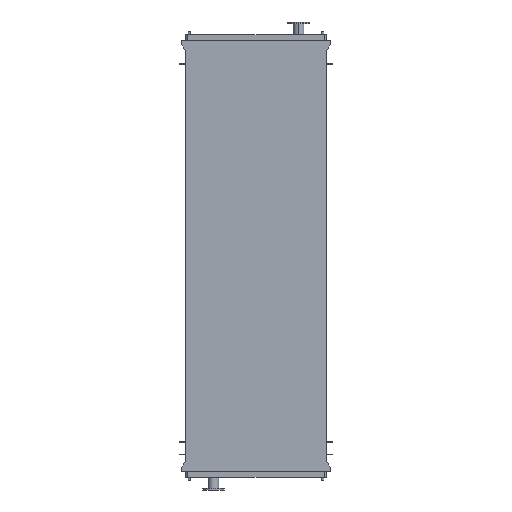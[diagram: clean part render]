
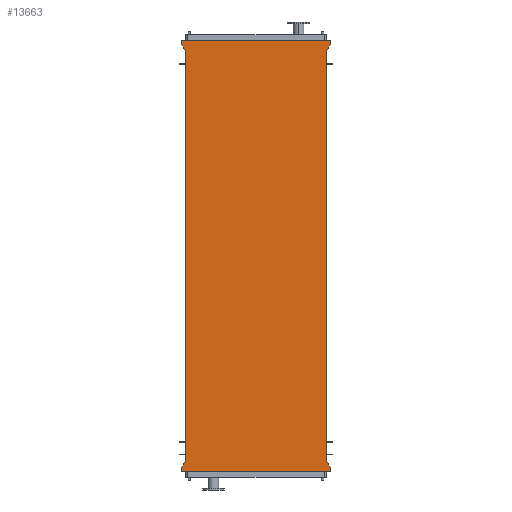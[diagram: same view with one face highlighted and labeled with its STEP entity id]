
A CAD part, front view. The second image highlights one B-rep face of the part: STEP entity #13663.
In plain terms, the highlighted planar face has unit normal (0, -1, 0).
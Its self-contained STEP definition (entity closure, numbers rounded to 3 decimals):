
#114 = DIRECTION ( 'NONE',  ( 0.655, 0., -0.755 ) ) ;
#193 = VECTOR ( 'NONE', #10475, 1000. ) ;
#293 = LINE ( 'NONE', #9849, #10151 ) ;
#313 = VECTOR ( 'NONE', #14193, 1000. ) ;
#416 = LINE ( 'NONE', #4606, #11301 ) ;
#462 = PLANE ( 'NONE',  #9550 ) ;
#800 = EDGE_CURVE ( 'NONE', #8664, #1164, #1189, .T. ) ;
#898 = ORIENTED_EDGE ( 'NONE', *, *, #10337, .F. ) ;
#1093 = VERTEX_POINT ( 'NONE', #10197 ) ;
#1132 = DIRECTION ( 'NONE',  ( 0., 0., -1. ) ) ;
#1164 = VERTEX_POINT ( 'NONE', #15047 ) ;
#1189 = LINE ( 'NONE', #11950, #6753 ) ;
#1351 = EDGE_CURVE ( 'NONE', #9494, #1093, #12029, .T. ) ;
#1382 = DIRECTION ( 'NONE',  ( -0.655, 0., -0.755 ) ) ;
#1875 = DIRECTION ( 'NONE',  ( 1., 0., 0. ) ) ;
#2024 = VECTOR ( 'NONE', #1132, 1000. ) ;
#2565 = EDGE_LOOP ( 'NONE', ( #11767, #11610, #6562, #5417, #3384, #14725, #4093, #12760, #10791, #898, #4918, #4162 ) ) ;
#2580 = VERTEX_POINT ( 'NONE', #15667 ) ;
#2705 = CARTESIAN_POINT ( 'NONE',  ( -725., 0., -4250. ) ) ;
#2724 = LINE ( 'NONE', #9517, #4853 ) ;
#2831 = VERTEX_POINT ( 'NONE', #2705 ) ;
#2871 = FACE_OUTER_BOUND ( 'NONE', #2565, .T. ) ;
#3052 = CARTESIAN_POINT ( 'NONE',  ( -771., 0., -4303. ) ) ;
#3217 = CARTESIAN_POINT ( 'NONE',  ( -771., 0., 95. ) ) ;
#3221 = LINE ( 'NONE', #16343, #12724 ) ;
#3384 = ORIENTED_EDGE ( 'NONE', *, *, #9715, .F. ) ;
#3459 = LINE ( 'NONE', #15773, #313 ) ;
#3655 = VECTOR ( 'NONE', #4442, 1000. ) ;
#3701 = CARTESIAN_POINT ( 'NONE',  ( 725., 0., 0. ) ) ;
#4093 = ORIENTED_EDGE ( 'NONE', *, *, #7649, .F. ) ;
#4162 = ORIENTED_EDGE ( 'NONE', *, *, #800, .F. ) ;
#4196 = CARTESIAN_POINT ( 'NONE',  ( -725., 0., -4250. ) ) ;
#4270 = VECTOR ( 'NONE', #12657, 1000. ) ;
#4375 = EDGE_CURVE ( 'NONE', #1164, #13937, #14435, .T. ) ;
#4436 = EDGE_CURVE ( 'NONE', #2580, #10551, #15284, .T. ) ;
#4442 = DIRECTION ( 'NONE',  ( 0., 0., 1. ) ) ;
#4463 = DIRECTION ( 'NONE',  ( 0., -1., 0. ) ) ;
#4606 = CARTESIAN_POINT ( 'NONE',  ( -771., 0., -4345. ) ) ;
#4853 = VECTOR ( 'NONE', #1382, 1000. ) ;
#4918 = ORIENTED_EDGE ( 'NONE', *, *, #4375, .F. ) ;
#5417 = ORIENTED_EDGE ( 'NONE', *, *, #4436, .F. ) ;
#5584 = EDGE_CURVE ( 'NONE', #10551, #6842, #9186, .T. ) ;
#5668 = DIRECTION ( 'NONE',  ( -1., 0., 0. ) ) ;
#5806 = VERTEX_POINT ( 'NONE', #3052 ) ;
#6562 = ORIENTED_EDGE ( 'NONE', *, *, #5584, .F. ) ;
#6753 = VECTOR ( 'NONE', #114, 1000. ) ;
#6842 = VERTEX_POINT ( 'NONE', #10717 ) ;
#6943 = CARTESIAN_POINT ( 'NONE',  ( -725., 0., 0. ) ) ;
#7077 = CARTESIAN_POINT ( 'NONE',  ( 725., 0., -4250. ) ) ;
#7084 = LINE ( 'NONE', #12446, #3655 ) ;
#7649 = EDGE_CURVE ( 'NONE', #2831, #9494, #3459, .T. ) ;
#8521 = DIRECTION ( 'NONE',  ( 0.655, 0., 0.755 ) ) ;
#8664 = VERTEX_POINT ( 'NONE', #7077 ) ;
#8805 = CARTESIAN_POINT ( 'NONE',  ( -771., 0., 53. ) ) ;
#9171 = VERTEX_POINT ( 'NONE', #3701 ) ;
#9186 = LINE ( 'NONE', #14538, #2024 ) ;
#9494 = VERTEX_POINT ( 'NONE', #6943 ) ;
#9503 = DIRECTION ( 'NONE',  ( 0., 0., 1. ) ) ;
#9517 = CARTESIAN_POINT ( 'NONE',  ( 771., 0., 53. ) ) ;
#9550 = AXIS2_PLACEMENT_3D ( 'NONE', #4196, #4463, #9830 ) ;
#9715 = EDGE_CURVE ( 'NONE', #1093, #2580, #12747, .T. ) ;
#9830 = DIRECTION ( 'NONE',  ( 0., 0., -1. ) ) ;
#9849 = CARTESIAN_POINT ( 'NONE',  ( -771., 0., -4303. ) ) ;
#10151 = VECTOR ( 'NONE', #9503, 1000. ) ;
#10197 = CARTESIAN_POINT ( 'NONE',  ( -771., 0., 53. ) ) ;
#10337 = EDGE_CURVE ( 'NONE', #13937, #13066, #416, .T. ) ;
#10475 = DIRECTION ( 'NONE',  ( -0.655, 0., 0.755 ) ) ;
#10551 = VERTEX_POINT ( 'NONE', #14178 ) ;
#10717 = CARTESIAN_POINT ( 'NONE',  ( 771., 0., 53. ) ) ;
#10791 = ORIENTED_EDGE ( 'NONE', *, *, #12328, .F. ) ;
#10898 = DIRECTION ( 'NONE',  ( 0., 0., -1. ) ) ;
#11103 = EDGE_CURVE ( 'NONE', #5806, #2831, #3221, .T. ) ;
#11123 = CARTESIAN_POINT ( 'NONE',  ( 771., 0., -4345. ) ) ;
#11301 = VECTOR ( 'NONE', #5668, 1000. ) ;
#11469 = VECTOR ( 'NONE', #10898, 1000. ) ;
#11610 = ORIENTED_EDGE ( 'NONE', *, *, #16590, .F. ) ;
#11767 = ORIENTED_EDGE ( 'NONE', *, *, #14004, .T. ) ;
#11946 = CARTESIAN_POINT ( 'NONE',  ( -725., 0., 0. ) ) ;
#11950 = CARTESIAN_POINT ( 'NONE',  ( 771., 0., -4303. ) ) ;
#12029 = LINE ( 'NONE', #11946, #193 ) ;
#12043 = CARTESIAN_POINT ( 'NONE',  ( -771., 0., -4345. ) ) ;
#12328 = EDGE_CURVE ( 'NONE', #13066, #5806, #293, .T. ) ;
#12446 = CARTESIAN_POINT ( 'NONE',  ( 725., 0., -4250. ) ) ;
#12657 = DIRECTION ( 'NONE',  ( 0., 0., 1. ) ) ;
#12724 = VECTOR ( 'NONE', #8521, 1000. ) ;
#12747 = LINE ( 'NONE', #8805, #4270 ) ;
#12760 = ORIENTED_EDGE ( 'NONE', *, *, #11103, .F. ) ;
#13066 = VERTEX_POINT ( 'NONE', #12043 ) ;
#13663 = ADVANCED_FACE ( 'NONE', ( #2871 ), #462, .T. ) ;
#13691 = VECTOR ( 'NONE', #1875, 1000. ) ;
#13937 = VERTEX_POINT ( 'NONE', #11123 ) ;
#13949 = CARTESIAN_POINT ( 'NONE',  ( 771., 0., -4345. ) ) ;
#14004 = EDGE_CURVE ( 'NONE', #8664, #9171, #7084, .T. ) ;
#14178 = CARTESIAN_POINT ( 'NONE',  ( 771., 0., 95. ) ) ;
#14193 = DIRECTION ( 'NONE',  ( 0., 0., 1. ) ) ;
#14435 = LINE ( 'NONE', #13949, #11469 ) ;
#14538 = CARTESIAN_POINT ( 'NONE',  ( 771., 0., 95. ) ) ;
#14725 = ORIENTED_EDGE ( 'NONE', *, *, #1351, .F. ) ;
#15047 = CARTESIAN_POINT ( 'NONE',  ( 771., 0., -4303. ) ) ;
#15284 = LINE ( 'NONE', #3217, #13691 ) ;
#15667 = CARTESIAN_POINT ( 'NONE',  ( -771., 0., 95. ) ) ;
#15773 = CARTESIAN_POINT ( 'NONE',  ( -725., 0., -4250. ) ) ;
#16343 = CARTESIAN_POINT ( 'NONE',  ( -725., 0., -4250. ) ) ;
#16590 = EDGE_CURVE ( 'NONE', #6842, #9171, #2724, .T. ) ;
